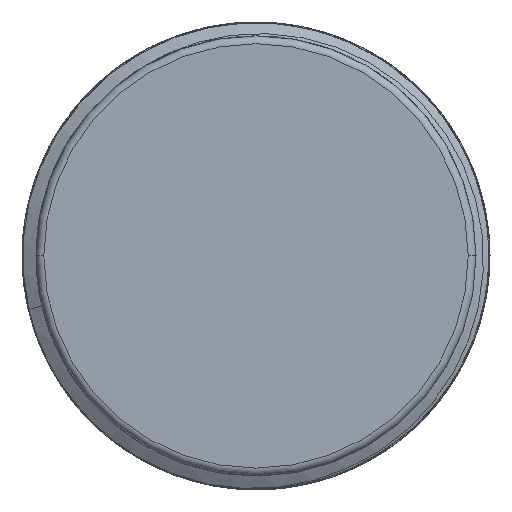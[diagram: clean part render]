
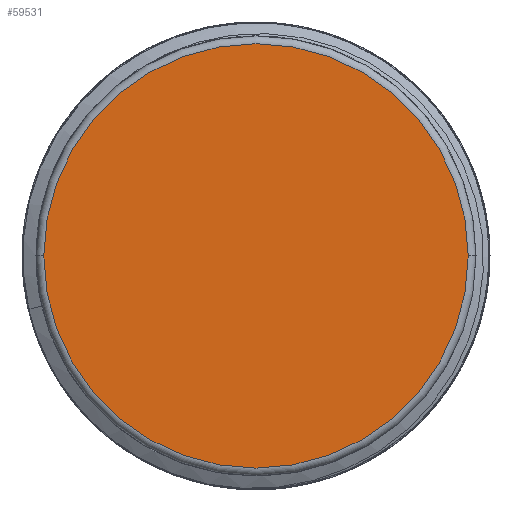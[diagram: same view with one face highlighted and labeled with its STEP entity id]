
A CAD part, left-side view. The second image highlights one B-rep face of the part: STEP entity #59531.
In plain terms, the highlighted planar face has unit normal (-1, 0, 0).
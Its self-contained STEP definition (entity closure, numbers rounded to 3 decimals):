
#13672=CARTESIAN_POINT('',(-12.55,0.,0.75));
#13673=DIRECTION('',(-1.,0.,0.));
#13674=DIRECTION('',(0.,1.,0.));
#13675=AXIS2_PLACEMENT_3D('',#13672,#13673,#13674);
#13677=CARTESIAN_POINT('',(-12.55,0.,0.75));
#13678=DIRECTION('',(-1.,0.,0.));
#13679=DIRECTION('',(0.,-1.,0.));
#13680=AXIS2_PLACEMENT_3D('',#13677,#13678,#13679);
#15317=CARTESIAN_POINT('',(-12.55,-13.535,0.75));
#15318=CARTESIAN_POINT('',(-12.55,13.535,0.75));
#15319=VERTEX_POINT('',#15317);
#15320=VERTEX_POINT('',#15318);
#59521=CARTESIAN_POINT('',(-12.55,7.018,0.75));
#59522=DIRECTION('',(1.,0.,0.));
#59523=DIRECTION('',(0.,1.,0.));
#59524=AXIS2_PLACEMENT_3D('',#59521,#59522,#59523);
#59525=PLANE('',#59524);
#59526=ORIENTED_EDGE('',*,*,#59511,.F.);
#59528=ORIENTED_EDGE('',*,*,#59527,.F.);
#59529=EDGE_LOOP('',(#59526,#59528));
#59530=FACE_OUTER_BOUND('',#59529,.F.);
#59531=ADVANCED_FACE('',(#59530),#59525,.F.);
#13676=CIRCLE('',#13675,13.535);
#13681=CIRCLE('',#13680,13.535);
#59511=EDGE_CURVE('',#15320,#15319,#13676,.T.);
#59527=EDGE_CURVE('',#15319,#15320,#13681,.T.);
